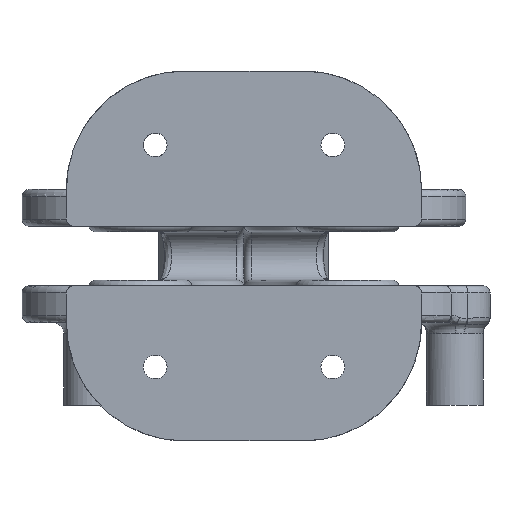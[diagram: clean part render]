
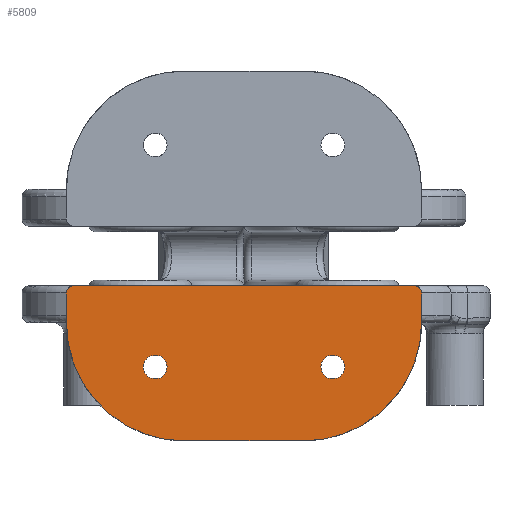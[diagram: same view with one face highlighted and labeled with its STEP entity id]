
A CAD part, left-side view. The second image highlights one B-rep face of the part: STEP entity #5809.
In plain terms, the highlighted face is planar.
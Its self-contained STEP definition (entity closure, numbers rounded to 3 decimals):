
#507=FACE_BOUND('',#1134,.T.);
#508=FACE_BOUND('',#1135,.T.);
#596=PLANE('',#6321);
#749=FACE_OUTER_BOUND('',#1133,.T.);
#1133=EDGE_LOOP('',(#4456,#4457,#4458,#4459,#4460,#4461,#4462,#4463));
#1134=EDGE_LOOP('',(#4464));
#1135=EDGE_LOOP('',(#4465));
#1444=LINE('',#8377,#1795);
#1591=LINE('',#11226,#1942);
#1592=LINE('',#11231,#1943);
#1593=LINE('',#11235,#1944);
#1795=VECTOR('',#6779,46.);
#1942=VECTOR('',#7296,4.);
#1943=VECTOR('',#7301,4.);
#1944=VECTOR('',#7304,16.);
#2252=CIRCLE('',#6322,1.);
#2253=CIRCLE('',#6323,1.);
#2254=CIRCLE('',#6324,16.);
#2255=CIRCLE('',#6325,16.);
#2256=CIRCLE('',#6326,1.6);
#2257=CIRCLE('',#6327,1.6);
#2497=VERTEX_POINT('',#8374);
#2498=VERTEX_POINT('',#8376);
#2714=VERTEX_POINT('',#11224);
#2715=VERTEX_POINT('',#11225);
#2716=VERTEX_POINT('',#11228);
#2717=VERTEX_POINT('',#11230);
#2718=VERTEX_POINT('',#11232);
#2719=VERTEX_POINT('',#11234);
#2720=VERTEX_POINT('',#11237);
#2721=VERTEX_POINT('',#11239);
#3044=EDGE_CURVE('',#2498,#2497,#1444,.T.);
#3349=EDGE_CURVE('',#2714,#2715,#1591,.T.);
#3350=EDGE_CURVE('',#2714,#2498,#2252,.F.);
#3351=EDGE_CURVE('',#2497,#2716,#2253,.F.);
#3352=EDGE_CURVE('',#2716,#2717,#1592,.T.);
#3353=EDGE_CURVE('',#2717,#2718,#2254,.F.);
#3354=EDGE_CURVE('',#2718,#2719,#1593,.T.);
#3355=EDGE_CURVE('',#2719,#2715,#2255,.F.);
#3356=EDGE_CURVE('',#2720,#2720,#2256,.T.);
#3357=EDGE_CURVE('',#2721,#2721,#2257,.T.);
#4456=ORIENTED_EDGE('',*,*,#3349,.F.);
#4457=ORIENTED_EDGE('',*,*,#3350,.T.);
#4458=ORIENTED_EDGE('',*,*,#3044,.T.);
#4459=ORIENTED_EDGE('',*,*,#3351,.T.);
#4460=ORIENTED_EDGE('',*,*,#3352,.T.);
#4461=ORIENTED_EDGE('',*,*,#3353,.T.);
#4462=ORIENTED_EDGE('',*,*,#3354,.T.);
#4463=ORIENTED_EDGE('',*,*,#3355,.T.);
#4464=ORIENTED_EDGE('',*,*,#3356,.F.);
#4465=ORIENTED_EDGE('',*,*,#3357,.F.);
#5809=ADVANCED_FACE('',(#749,#507,#508),#596,.F.);
#6321=AXIS2_PLACEMENT_3D('',#11223,#7294,#7295);
#6322=AXIS2_PLACEMENT_3D('',#11227,#7297,#7298);
#6323=AXIS2_PLACEMENT_3D('',#11229,#7299,#7300);
#6324=AXIS2_PLACEMENT_3D('',#11233,#7302,#7303);
#6325=AXIS2_PLACEMENT_3D('',#11236,#7305,#7306);
#6326=AXIS2_PLACEMENT_3D('',#11238,#7307,#7308);
#6327=AXIS2_PLACEMENT_3D('',#11240,#7309,#7310);
#6779=DIRECTION('',(-1.,0.,0.));
#7294=DIRECTION('center_axis',(0.,0.,1.));
#7295=DIRECTION('ref_axis',(1.,0.,0.));
#7296=DIRECTION('',(0.,1.,0.));
#7297=DIRECTION('center_axis',(0.,0.,1.));
#7298=DIRECTION('ref_axis',(1.,0.,0.));
#7299=DIRECTION('center_axis',(0.,0.,1.));
#7300=DIRECTION('ref_axis',(1.,0.,0.));
#7301=DIRECTION('',(0.,1.,0.));
#7302=DIRECTION('center_axis',(0.,0.,1.));
#7303=DIRECTION('ref_axis',(1.,0.,0.));
#7304=DIRECTION('',(1.,0.,0.));
#7305=DIRECTION('center_axis',(0.,0.,1.));
#7306=DIRECTION('ref_axis',(1.,0.,0.));
#7307=DIRECTION('center_axis',(0.,0.,
-1.));
#7308=DIRECTION('ref_axis',(-1.,0.,0.));
#7309=DIRECTION('center_axis',(0.,0.,
-1.));
#7310=DIRECTION('ref_axis',(-1.,0.,0.));
#8374=CARTESIAN_POINT('',(7.,0.,-49.));
#8376=CARTESIAN_POINT('',(53.,0.,-49.));
#8377=CARTESIAN_POINT('',(53.,0.,-49.));
#11223=CARTESIAN_POINT('Origin',(0.,-49.041,
-49.));
#11224=CARTESIAN_POINT('',(54.,1.,-49.));
#11225=CARTESIAN_POINT('',(54.,5.,-49.));
#11226=CARTESIAN_POINT('',(54.,1.,-49.));
#11227=CARTESIAN_POINT('Origin',(53.,1.,-49.));
#11228=CARTESIAN_POINT('',(6.,1.,-49.));
#11229=CARTESIAN_POINT('Origin',(7.,1.,-49.));
#11230=CARTESIAN_POINT('',(6.,5.,-49.));
#11231=CARTESIAN_POINT('',(6.,1.,-49.));
#11232=CARTESIAN_POINT('',(22.,21.,-49.));
#11233=CARTESIAN_POINT('Origin',(22.,5.,-49.));
#11234=CARTESIAN_POINT('',(38.,21.,-49.));
#11235=CARTESIAN_POINT('',(22.,21.,-49.));
#11236=CARTESIAN_POINT('Origin',(38.,5.,-49.));
#11237=CARTESIAN_POINT('',(19.6,11.,-49.));
#11238=CARTESIAN_POINT('Origin',(18.,11.,-49.));
#11239=CARTESIAN_POINT('',(43.6,11.,-49.));
#11240=CARTESIAN_POINT('Origin',(42.,11.,-49.));
